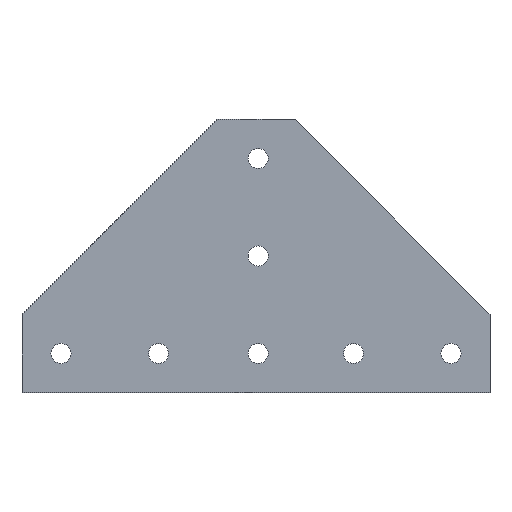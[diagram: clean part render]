
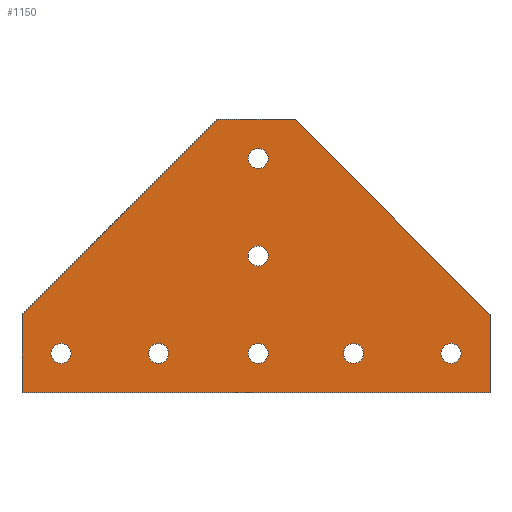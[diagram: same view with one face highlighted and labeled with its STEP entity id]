
A CAD part, top view. The second image highlights one B-rep face of the part: STEP entity #1150.
In plain terms, the highlighted planar face has unit normal (0, 0, 1).
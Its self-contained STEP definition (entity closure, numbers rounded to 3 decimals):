
#153=CARTESIAN_POINT('',(3.1,50.033,5.0));
#154=VERTEX_POINT('',#153);
#170=CARTESIAN_POINT('',(-3.1,50.033,5.0));
#171=VERTEX_POINT('',#170);
#178=CARTESIAN_POINT('',(0.0,50.033,5.0));
#179=DIRECTION('',(0.0,0.0,-1.0));
#180=DIRECTION('',(1.0,0.0,0.0));
#181=AXIS2_PLACEMENT_3D('',#178,#179,#180);
#182=CIRCLE('',#181,3.1);
#183=EDGE_CURVE('',#154,#171,#182,.T.);
#216=CARTESIAN_POINT('',(-57.581,-9.967,5.0));
#217=VERTEX_POINT('',#216);
#233=CARTESIAN_POINT('',(-63.781,-9.967,5.0));
#234=VERTEX_POINT('',#233);
#241=CARTESIAN_POINT('',(-60.681,-9.967,5.0));
#242=DIRECTION('',(0.0,0.0,-1.0));
#243=DIRECTION('',(1.0,0.0,0.0));
#244=AXIS2_PLACEMENT_3D('',#241,#242,#243);
#245=CIRCLE('',#244,3.1);
#246=EDGE_CURVE('',#217,#234,#245,.T.);
#279=CARTESIAN_POINT('',(62.419,-9.967,5.0));
#280=VERTEX_POINT('',#279);
#296=CARTESIAN_POINT('',(56.219,-9.967,5.0));
#297=VERTEX_POINT('',#296);
#304=CARTESIAN_POINT('',(59.319,-9.967,5.0));
#305=DIRECTION('',(0.0,0.0,-1.0));
#306=DIRECTION('',(1.0,0.0,0.0));
#307=AXIS2_PLACEMENT_3D('',#304,#305,#306);
#308=CIRCLE('',#307,3.1);
#309=EDGE_CURVE('',#280,#297,#308,.T.);
#342=CARTESIAN_POINT('',(3.1,-9.967,5.0));
#343=VERTEX_POINT('',#342);
#359=CARTESIAN_POINT('',(-3.1,-9.967,5.0));
#360=VERTEX_POINT('',#359);
#367=CARTESIAN_POINT('',(0.0,-9.967,5.0));
#368=DIRECTION('',(0.0,0.0,-1.0));
#369=DIRECTION('',(1.0,0.0,0.0));
#370=AXIS2_PLACEMENT_3D('',#367,#368,#369);
#371=CIRCLE('',#370,3.1);
#372=EDGE_CURVE('',#343,#360,#371,.T.);
#405=CARTESIAN_POINT('',(32.419,-9.967,5.0));
#406=VERTEX_POINT('',#405);
#422=CARTESIAN_POINT('',(26.219,-9.967,5.0));
#423=VERTEX_POINT('',#422);
#430=CARTESIAN_POINT('',(29.319,-9.967,5.0));
#431=DIRECTION('',(0.0,0.0,-1.0));
#432=DIRECTION('',(1.0,0.0,0.0));
#433=AXIS2_PLACEMENT_3D('',#430,#431,#432);
#434=CIRCLE('',#433,3.1);
#435=EDGE_CURVE('',#406,#423,#434,.T.);
#468=CARTESIAN_POINT('',(-27.581,-9.967,5.0));
#469=VERTEX_POINT('',#468);
#485=CARTESIAN_POINT('',(-33.781,-9.967,5.0));
#486=VERTEX_POINT('',#485);
#493=CARTESIAN_POINT('',(-30.681,-9.967,5.0));
#494=DIRECTION('',(0.0,0.0,-1.0));
#495=DIRECTION('',(1.0,0.0,0.0));
#496=AXIS2_PLACEMENT_3D('',#493,#494,#495);
#497=CIRCLE('',#496,3.1);
#498=EDGE_CURVE('',#469,#486,#497,.T.);
#531=CARTESIAN_POINT('',(3.1,20.033,5.0));
#532=VERTEX_POINT('',#531);
#548=CARTESIAN_POINT('',(-3.1,20.033,5.0));
#549=VERTEX_POINT('',#548);
#556=CARTESIAN_POINT('',(0.0,20.033,5.0));
#557=DIRECTION('',(0.0,0.0,-1.0));
#558=DIRECTION('',(1.0,0.0,0.0));
#559=AXIS2_PLACEMENT_3D('',#556,#557,#558);
#560=CIRCLE('',#559,3.1);
#561=EDGE_CURVE('',#532,#549,#560,.T.);
#593=CARTESIAN_POINT('',(0.0,20.033,5.0));
#594=DIRECTION('',(0.0,0.0,-1.0));
#595=DIRECTION('',(1.0,0.0,0.0));
#596=AXIS2_PLACEMENT_3D('',#593,#594,#595);
#597=CIRCLE('',#596,3.1);
#598=EDGE_CURVE('',#549,#532,#597,.T.);
#638=CARTESIAN_POINT('',(-30.681,-9.967,5.0));
#639=DIRECTION('',(0.0,0.0,-1.0));
#640=DIRECTION('',(1.0,0.0,0.0));
#641=AXIS2_PLACEMENT_3D('',#638,#639,#640);
#642=CIRCLE('',#641,3.1);
#643=EDGE_CURVE('',#486,#469,#642,.T.);
#683=CARTESIAN_POINT('',(29.319,-9.967,5.0));
#684=DIRECTION('',(0.0,0.0,-1.0));
#685=DIRECTION('',(1.0,0.0,0.0));
#686=AXIS2_PLACEMENT_3D('',#683,#684,#685);
#687=CIRCLE('',#686,3.1);
#688=EDGE_CURVE('',#423,#406,#687,.T.);
#728=CARTESIAN_POINT('',(0.0,-9.967,5.0));
#729=DIRECTION('',(0.0,0.0,-1.0));
#730=DIRECTION('',(1.0,0.0,0.0));
#731=AXIS2_PLACEMENT_3D('',#728,#729,#730);
#732=CIRCLE('',#731,3.1);
#733=EDGE_CURVE('',#360,#343,#732,.T.);
#773=CARTESIAN_POINT('',(59.319,-9.967,5.0));
#774=DIRECTION('',(0.0,0.0,-1.0));
#775=DIRECTION('',(1.0,0.0,0.0));
#776=AXIS2_PLACEMENT_3D('',#773,#774,#775);
#777=CIRCLE('',#776,3.1);
#778=EDGE_CURVE('',#297,#280,#777,.T.);
#818=CARTESIAN_POINT('',(-60.681,-9.967,5.0));
#819=DIRECTION('',(0.0,0.0,-1.0));
#820=DIRECTION('',(1.0,0.0,0.0));
#821=AXIS2_PLACEMENT_3D('',#818,#819,#820);
#822=CIRCLE('',#821,3.1);
#823=EDGE_CURVE('',#234,#217,#822,.T.);
#863=CARTESIAN_POINT('',(0.0,50.033,5.0));
#864=DIRECTION('',(0.0,0.0,-1.0));
#865=DIRECTION('',(1.0,0.0,0.0));
#866=AXIS2_PLACEMENT_3D('',#863,#864,#865);
#867=CIRCLE('',#866,3.1);
#868=EDGE_CURVE('',#171,#154,#867,.T.);
#886=CARTESIAN_POINT('',(-72.681,-21.967,5.0));
#887=VERTEX_POINT('',#886);
#888=CARTESIAN_POINT('',(-72.681,2.033,5.0));
#889=VERTEX_POINT('',#888);
#890=CARTESIAN_POINT('',(-72.681,-21.967,5.0));
#891=DIRECTION('',(0.0,1.0,0.0));
#892=VECTOR('',#891,24.);
#893=LINE('',#890,#892);
#894=EDGE_CURVE('',#887,#889,#893,.T.);
#926=CARTESIAN_POINT('',(-12.681,62.033,5.0));
#927=VERTEX_POINT('',#926);
#928=CARTESIAN_POINT('',(-72.681,2.033,5.0));
#929=DIRECTION('',(0.707,0.707,0.0));
#930=VECTOR('',#929,84.853);
#931=LINE('',#928,#930);
#932=EDGE_CURVE('',#889,#927,#931,.T.);
#957=CARTESIAN_POINT('',(11.319,62.033,5.0));
#958=VERTEX_POINT('',#957);
#959=CARTESIAN_POINT('',(-12.681,62.033,5.0));
#960=DIRECTION('',(1.0,0.0,0.0));
#961=VECTOR('',#960,24.);
#962=LINE('',#959,#961);
#963=EDGE_CURVE('',#927,#958,#962,.T.);
#988=CARTESIAN_POINT('',(71.319,2.033,5.0));
#989=VERTEX_POINT('',#988);
#990=CARTESIAN_POINT('',(11.319,62.033,5.0));
#991=DIRECTION('',(0.707,-0.707,0.0));
#992=VECTOR('',#991,84.853);
#993=LINE('',#990,#992);
#994=EDGE_CURVE('',#958,#989,#993,.T.);
#1019=CARTESIAN_POINT('',(71.319,-21.967,5.0));
#1020=VERTEX_POINT('',#1019);
#1021=CARTESIAN_POINT('',(71.319,2.033,5.0));
#1022=DIRECTION('',(0.0,-1.0,0.0));
#1023=VECTOR('',#1022,24.);
#1024=LINE('',#1021,#1023);
#1025=EDGE_CURVE('',#989,#1020,#1024,.T.);
#1050=CARTESIAN_POINT('',(71.319,-21.967,5.0));
#1051=DIRECTION('',(-1.0,0.0,0.0));
#1052=VECTOR('',#1051,144.0);
#1053=LINE('',#1050,#1052);
#1054=EDGE_CURVE('',#1020,#887,#1053,.T.);
#1109=CARTESIAN_POINT('',(-0.681,8.512,5.0));
#1110=DIRECTION('',(0.0,0.0,1.0));
#1111=DIRECTION('',(1.0,0.0,0.0));
#1112=AXIS2_PLACEMENT_3D('',#1109,#1110,#1111);
#1113=PLANE('',#1112);
#1114=ORIENTED_EDGE('',*,*,#894,.F.);
#1115=ORIENTED_EDGE('',*,*,#1054,.F.);
#1116=ORIENTED_EDGE('',*,*,#1025,.F.);
#1117=ORIENTED_EDGE('',*,*,#994,.F.);
#1118=ORIENTED_EDGE('',*,*,#963,.F.);
#1119=ORIENTED_EDGE('',*,*,#932,.F.);
#1120=EDGE_LOOP('',(#1114,#1115,#1116,#1117,#1118,#1119));
#1121=FACE_OUTER_BOUND('',#1120,.T.);
#1122=ORIENTED_EDGE('',*,*,#561,.T.);
#1123=ORIENTED_EDGE('',*,*,#598,.T.);
#1124=EDGE_LOOP('',(#1122,#1123));
#1125=FACE_BOUND('',#1124,.T.);
#1126=ORIENTED_EDGE('',*,*,#498,.T.);
#1127=ORIENTED_EDGE('',*,*,#643,.T.);
#1128=EDGE_LOOP('',(#1126,#1127));
#1129=FACE_BOUND('',#1128,.T.);
#1130=ORIENTED_EDGE('',*,*,#435,.T.);
#1131=ORIENTED_EDGE('',*,*,#688,.T.);
#1132=EDGE_LOOP('',(#1130,#1131));
#1133=FACE_BOUND('',#1132,.T.);
#1134=ORIENTED_EDGE('',*,*,#372,.T.);
#1135=ORIENTED_EDGE('',*,*,#733,.T.);
#1136=EDGE_LOOP('',(#1134,#1135));
#1137=FACE_BOUND('',#1136,.T.);
#1138=ORIENTED_EDGE('',*,*,#309,.T.);
#1139=ORIENTED_EDGE('',*,*,#778,.T.);
#1140=EDGE_LOOP('',(#1138,#1139));
#1141=FACE_BOUND('',#1140,.T.);
#1142=ORIENTED_EDGE('',*,*,#246,.T.);
#1143=ORIENTED_EDGE('',*,*,#823,.T.);
#1144=EDGE_LOOP('',(#1142,#1143));
#1145=FACE_BOUND('',#1144,.T.);
#1146=ORIENTED_EDGE('',*,*,#183,.T.);
#1147=ORIENTED_EDGE('',*,*,#868,.T.);
#1148=EDGE_LOOP('',(#1146,#1147));
#1149=FACE_BOUND('',#1148,.T.);
#1150=ADVANCED_FACE('',(#1121,#1125,#1129,#1133,#1137,#1141,#1145,#1149),#1113,.T.);
